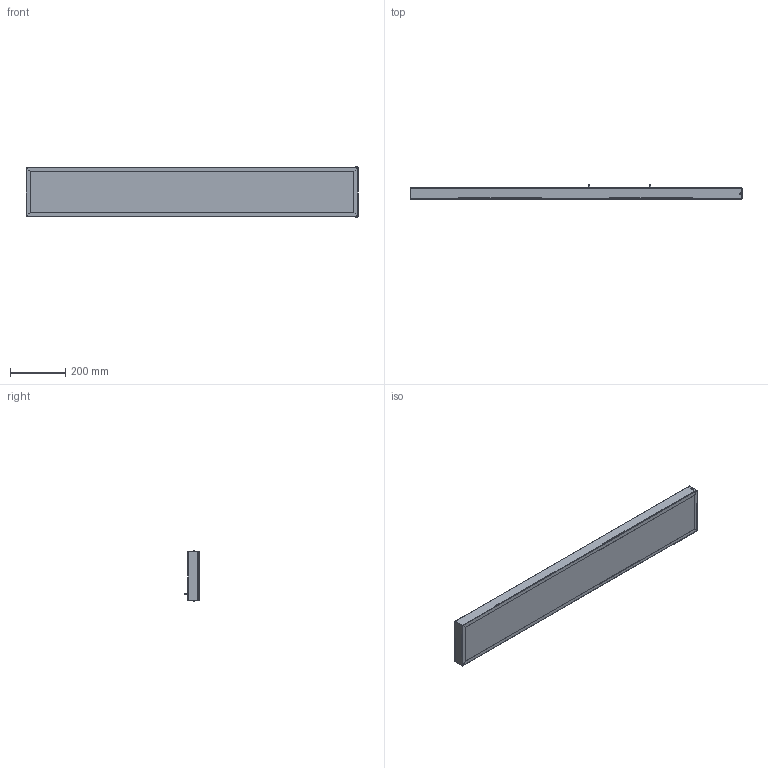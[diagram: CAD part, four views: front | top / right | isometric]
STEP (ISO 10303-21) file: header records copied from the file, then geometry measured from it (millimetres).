
FILE_DESCRIPTION(('STEP AP214'), '1');
FILE_NAME('001.0109.00.002 - ÃÑÎ-Ïðåìüåð- IP20', '2024-12-21T04:25:19', ('Ëóêîíèí Åâãåíèé'), ('ÎÊÁ Ñâîé Ñòèëü'), 'C3D Converter', 'C3D Toolkit', '');
FILE_SCHEMA(('AUTOMOTIVE_DESIGN { 1 0 10303 214 3 1 1}'));
Length unit declared in the file: millimetre
Products named in the file (20): 001.0109.00.002 ВО
Assembly tree (54 placements, depth 3):
  001.0109.00.002 ВО
    (unnamed)
      (unnamed)  x4
      (unnamed)  x2
      (unnamed)
      (unnamed)
      (unnamed)
      (unnamed)
      (unnamed)  x2
      (unnamed)  x2
      (unnamed)
      (unnamed)
      (unnamed)
    (unnamed)  x4
      (unnamed)
      (unnamed)
      (unnamed)
      (unnamed)
      (unnamed)
      (unnamed)
Bounding box: 1200.91 x 50.8 x 182.34 mm (x, y, z)
Volume: 738870.6 mm3; surface area: 1294420.2 mm2
Topology: 145 solids, 145 shells, 1290 faces, 3150 edges, 2168 vertices
Faces by surface type: plane 1009, cylinder 169, sphere 46, cone 30, torus 24, bspline 12
Full cylindrical faces by diameter (mm): 1 x22, 1.522 x8, 3.2 x22, 3.5 x21, 4 x4, 7.6 x2, 10 x1
Entity records: 39310 total; most frequent: CARTESIAN_POINT 10694, COLOUR_RGB 3050, PRESENTATION_STYLE_ASSIGNMENT 3050, CURVE_STYLE 2582, PRE_DEFINED_CURVE_FONT 2582, DIRECTION 2450, ORIENTED_EDGE 1654, B_SPLINE_CURVE_WITH_KNOTS 1605
